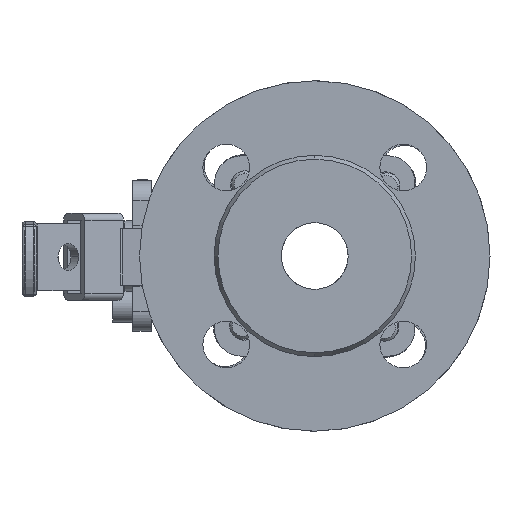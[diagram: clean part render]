
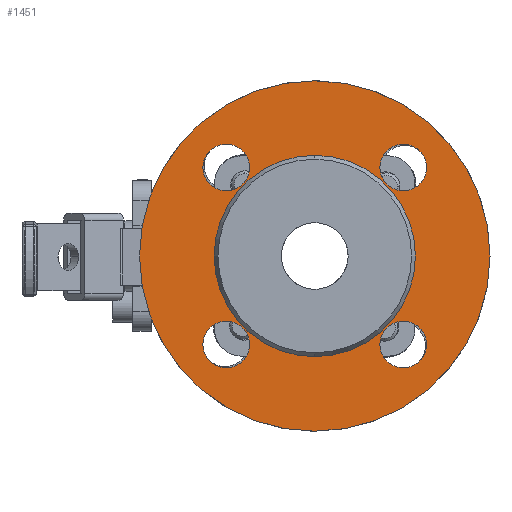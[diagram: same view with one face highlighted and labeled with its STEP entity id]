
A CAD part, left-side view. The second image highlights one B-rep face of the part: STEP entity #1451.
In plain terms, the highlighted planar face has unit normal (-1, 0, 0).
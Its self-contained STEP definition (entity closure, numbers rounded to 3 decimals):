
#785 = VERTEX_POINT ( 'NONE', #27423 ) ;
#787 = VERTEX_POINT ( 'NONE', #27748 ) ;
#788 = VERTEX_POINT ( 'NONE', #2736 ) ;
#789 = VERTEX_POINT ( 'NONE', #2737 ) ;
#792 = VERTEX_POINT ( 'NONE', #2740 ) ;
#793 = VERTEX_POINT ( 'NONE', #2741 ) ;
#796 = VERTEX_POINT ( 'NONE', #2744 ) ;
#797 = VERTEX_POINT ( 'NONE', #2745 ) ;
#828 = VERTEX_POINT ( 'NONE', #2776 ) ;
#829 = VERTEX_POINT ( 'NONE', #2777 ) ;
#833 = VERTEX_POINT ( 'NONE', #2781 ) ;
#834 = VERTEX_POINT ( 'NONE', #2782 ) ;
#1451 = ADVANCED_FACE ( 'NONE', ( #31045, #31050, #31040, #31049, #31047, #31051 ), #28320, .T. ) ;
#2736 = CARTESIAN_POINT ( 'NONE',  ( -47., -26.517, 19.517 ) ) ;
#2737 = CARTESIAN_POINT ( 'NONE',  ( -47., -26.517, 33.517 ) ) ;
#2740 = CARTESIAN_POINT ( 'NONE',  ( -47., 26.517, 19.517 ) ) ;
#2741 = CARTESIAN_POINT ( 'NONE',  ( -47., 26.517, 33.517 ) ) ;
#2744 = CARTESIAN_POINT ( 'NONE',  ( -47., 26.517, -33.517 ) ) ;
#2745 = CARTESIAN_POINT ( 'NONE',  ( -47., 26.517, -19.517 ) ) ;
#2776 = CARTESIAN_POINT ( 'NONE',  ( -47., 0., 52.5 ) ) ;
#2777 = CARTESIAN_POINT ( 'NONE',  ( -47., 0., -52.5 ) ) ;
#2781 = CARTESIAN_POINT ( 'NONE',  ( -47., 0., 30.155 ) ) ;
#2782 = CARTESIAN_POINT ( 'NONE',  ( -47., 0., -30.155 ) ) ;
#5707 = CARTESIAN_POINT ( 'NONE',  ( -47., 0., 0. ) ) ;
#5708 = DIRECTION ( 'NONE',  ( -1., 0., 0. ) ) ;
#5709 = DIRECTION ( 'NONE',  ( 0., 0., 1. ) ) ;
#5716 = CARTESIAN_POINT ( 'NONE',  ( -47., 0., 0. ) ) ;
#5717 = DIRECTION ( 'NONE',  ( -1., 0., 0. ) ) ;
#5718 = DIRECTION ( 'NONE',  ( 0., 0., 1. ) ) ;
#9231 = EDGE_CURVE ( 'NONE', #785, #787, #27294, .T. ) ;
#9236 = EDGE_CURVE ( 'NONE', #788, #789, #27299, .T. ) ;
#9246 = EDGE_CURVE ( 'NONE', #792, #793, #27306, .T. ) ;
#9254 = EDGE_CURVE ( 'NONE', #796, #797, #27314, .T. ) ;
#9314 = EDGE_CURVE ( 'NONE', #828, #829, #27363, .T. ) ;
#9319 = EDGE_CURVE ( 'NONE', #833, #834, #27368, .T. ) ;
#15356 = EDGE_LOOP ( 'NONE', ( #24974, #25377 ) ) ;
#15368 = EDGE_LOOP ( 'NONE', ( #25360, #25017 ) ) ;
#15370 = EDGE_LOOP ( 'NONE', ( #24991, #25378 ) ) ;
#15410 = EDGE_LOOP ( 'NONE', ( #25361, #25362 ) ) ;
#15422 = EDGE_LOOP ( 'NONE', ( #25344, #25371 ) ) ;
#15456 = EDGE_LOOP ( 'NONE', ( #25342, #25372 ) ) ;
#17569 = CIRCLE ( 'NONE', #23409, 7. ) ;
#17591 = CIRCLE ( 'NONE', #23415, 52.5 ) ;
#17613 = CIRCLE ( 'NONE', #23421, 7. ) ;
#17616 = CIRCLE ( 'NONE', #23423, 7. ) ;
#17620 = CIRCLE ( 'NONE', #23427, 7. ) ;
#18100 = CARTESIAN_POINT ( 'NONE',  ( -47., -26.517, -26.517 ) ) ;
#18103 = DIRECTION ( 'NONE',  ( -1., 0., 0. ) ) ;
#18106 = DIRECTION ( 'NONE',  ( 0., 0., 1. ) ) ;
#18137 = CARTESIAN_POINT ( 'NONE',  ( -47., -26.517, 26.517 ) ) ;
#18140 = DIRECTION ( 'NONE',  ( -1., 0., 0. ) ) ;
#18143 = DIRECTION ( 'NONE',  ( 0., 0., 1. ) ) ;
#18172 = CARTESIAN_POINT ( 'NONE',  ( -47., 26.517, 26.517 ) ) ;
#18174 = DIRECTION ( 'NONE',  ( -1., 0., 0. ) ) ;
#18176 = DIRECTION ( 'NONE',  ( 0., 0., 1. ) ) ;
#18208 = CARTESIAN_POINT ( 'NONE',  ( -47., 26.517, -26.517 ) ) ;
#18211 = DIRECTION ( 'NONE',  ( -1., 0., 0. ) ) ;
#18213 = DIRECTION ( 'NONE',  ( 0., 0., 1. ) ) ;
#21976 = CARTESIAN_POINT ( 'NONE',  ( -47., 26.517, -26.517 ) ) ;
#21977 = DIRECTION ( 'NONE',  ( -1., 0., 0. ) ) ;
#21978 = DIRECTION ( 'NONE',  ( 0., 0., 1. ) ) ;
#21983 = CARTESIAN_POINT ( 'NONE',  ( -47., 0., 0. ) ) ;
#21984 = DIRECTION ( 'NONE',  ( -1., 0., 0. ) ) ;
#21985 = DIRECTION ( 'NONE',  ( 0., 0., 1. ) ) ;
#21989 = CARTESIAN_POINT ( 'NONE',  ( -47., -26.517, 26.517 ) ) ;
#21990 = DIRECTION ( 'NONE',  ( -1., 0., 0. ) ) ;
#21991 = DIRECTION ( 'NONE',  ( 0., 0., 1. ) ) ;
#21992 = CARTESIAN_POINT ( 'NONE',  ( -47., 26.517, 26.517 ) ) ;
#21993 = DIRECTION ( 'NONE',  ( -1., 0., 0. ) ) ;
#21994 = DIRECTION ( 'NONE',  ( 0., 0., 1. ) ) ;
#21996 = CARTESIAN_POINT ( 'NONE',  ( -47., -26.517, -26.517 ) ) ;
#21997 = DIRECTION ( 'NONE',  ( -1., 0., 0. ) ) ;
#21998 = DIRECTION ( 'NONE',  ( 0., 0., 1. ) ) ;
#22031 = CARTESIAN_POINT ( 'NONE',  ( -47., 0., 0. ) ) ;
#22032 = DIRECTION ( 'NONE',  ( -1., 0., 0. ) ) ;
#22033 = DIRECTION ( 'NONE',  ( 0., 0., 1. ) ) ;
#22536 = CIRCLE ( 'NONE', #23442, 30.155 ) ;
#23409 = AXIS2_PLACEMENT_3D ( 'NONE', #21976, #21977, #21978 ) ;
#23415 = AXIS2_PLACEMENT_3D ( 'NONE', #21983, #21984, #21985 ) ;
#23421 = AXIS2_PLACEMENT_3D ( 'NONE', #21989, #21990, #21991 ) ;
#23423 = AXIS2_PLACEMENT_3D ( 'NONE', #21992, #21993, #21994 ) ;
#23427 = AXIS2_PLACEMENT_3D ( 'NONE', #21996, #21997, #21998 ) ;
#23442 = AXIS2_PLACEMENT_3D ( 'NONE', #22031, #22032, #22033 ) ;
#24974 = ORIENTED_EDGE ( 'NONE', *, *, #9314, .T. ) ;
#24991 = ORIENTED_EDGE ( 'NONE', *, *, #33378, .F. ) ;
#25017 = ORIENTED_EDGE ( 'NONE', *, *, #33362, .F. ) ;
#25342 = ORIENTED_EDGE ( 'NONE', *, *, #9236, .F. ) ;
#25344 = ORIENTED_EDGE ( 'NONE', *, *, #9246, .F. ) ;
#25360 = ORIENTED_EDGE ( 'NONE', *, *, #9254, .F. ) ;
#25361 = ORIENTED_EDGE ( 'NONE', *, *, #9231, .F. ) ;
#25362 = ORIENTED_EDGE ( 'NONE', *, *, #33369, .F. ) ;
#25371 = ORIENTED_EDGE ( 'NONE', *, *, #33368, .F. ) ;
#25372 = ORIENTED_EDGE ( 'NONE', *, *, #33367, .F. ) ;
#25377 = ORIENTED_EDGE ( 'NONE', *, *, #33364, .T. ) ;
#25378 = ORIENTED_EDGE ( 'NONE', *, *, #9319, .F. ) ;
#27294 = CIRCLE ( 'NONE', #29701, 7. ) ;
#27299 = CIRCLE ( 'NONE', #29703, 7. ) ;
#27306 = CIRCLE ( 'NONE', #29705, 7. ) ;
#27314 = CIRCLE ( 'NONE', #29707, 7. ) ;
#27363 = CIRCLE ( 'NONE', #29735, 52.5 ) ;
#27368 = CIRCLE ( 'NONE', #29737, 30.155 ) ;
#27423 = CARTESIAN_POINT ( 'NONE',  ( -47., -26.517, -33.517 ) ) ;
#27748 = CARTESIAN_POINT ( 'NONE',  ( -47., -26.517, -19.517 ) ) ;
#28316 = DIRECTION ( 'NONE',  ( -1., 0., 0. ) ) ;
#28320 = PLANE ( 'NONE',  #29502 ) ;
#28321 = CARTESIAN_POINT ( 'NONE',  ( -47., -30.155, 0. ) ) ;
#28323 = DIRECTION ( 'NONE',  ( 0., 0., 1. ) ) ;
#29502 = AXIS2_PLACEMENT_3D ( 'NONE', #28321, #28316, #28323 ) ;
#29701 = AXIS2_PLACEMENT_3D ( 'NONE', #18100, #18103, #18106 ) ;
#29703 = AXIS2_PLACEMENT_3D ( 'NONE', #18137, #18140, #18143 ) ;
#29705 = AXIS2_PLACEMENT_3D ( 'NONE', #18172, #18174, #18176 ) ;
#29707 = AXIS2_PLACEMENT_3D ( 'NONE', #18208, #18211, #18213 ) ;
#29735 = AXIS2_PLACEMENT_3D ( 'NONE', #5707, #5708, #5709 ) ;
#29737 = AXIS2_PLACEMENT_3D ( 'NONE', #5716, #5717, #5718 ) ;
#31040 = FACE_BOUND ( 'NONE', #15422, .T. ) ;
#31045 = FACE_BOUND ( 'NONE', #15410, .T. ) ;
#31047 = FACE_OUTER_BOUND ( 'NONE', #15356, .T. ) ;
#31049 = FACE_BOUND ( 'NONE', #15368, .T. ) ;
#31050 = FACE_BOUND ( 'NONE', #15456, .T. ) ;
#31051 = FACE_BOUND ( 'NONE', #15370, .T. ) ;
#33362 = EDGE_CURVE ( 'NONE', #797, #796, #17569, .T. ) ;
#33364 = EDGE_CURVE ( 'NONE', #829, #828, #17591, .T. ) ;
#33367 = EDGE_CURVE ( 'NONE', #789, #788, #17613, .T. ) ;
#33368 = EDGE_CURVE ( 'NONE', #793, #792, #17616, .T. ) ;
#33369 = EDGE_CURVE ( 'NONE', #787, #785, #17620, .T. ) ;
#33378 = EDGE_CURVE ( 'NONE', #834, #833, #22536, .T. ) ;
